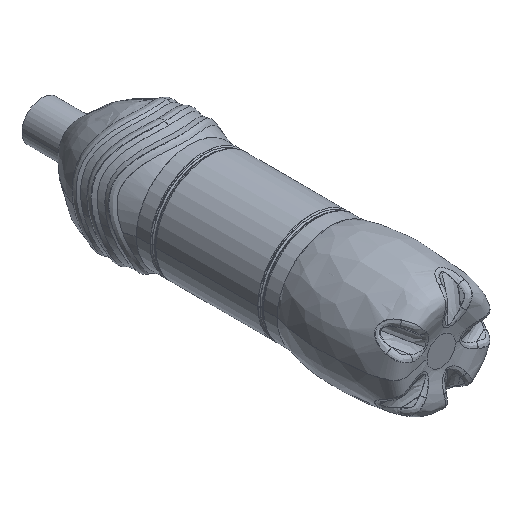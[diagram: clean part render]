
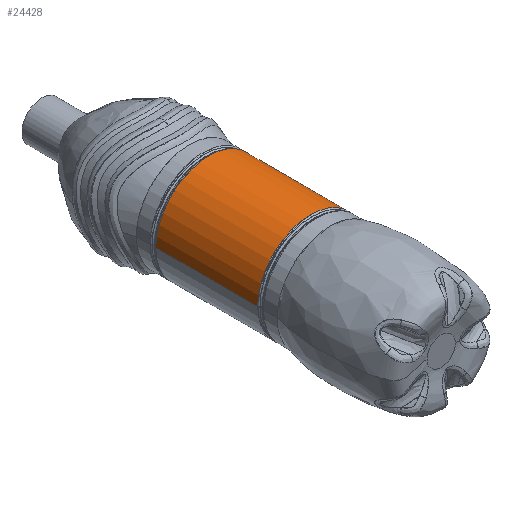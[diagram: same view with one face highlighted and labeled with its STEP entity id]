
A CAD part, isometric view. The second image highlights one B-rep face of the part: STEP entity #24428.
In plain terms, the highlighted cylindrical face has radius 32 mm (diameter 64 mm), a partial arc.
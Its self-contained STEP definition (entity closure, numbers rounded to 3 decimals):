
#2886 = AXIS2_PLACEMENT_3D ( 'NONE', #85274, #14478, #61866 ) ;
#6261 = EDGE_LOOP ( 'NONE', ( #74833, #45131, #19863, #85454 ) ) ;
#7377 = CARTESIAN_POINT ( 'NONE',  ( -32., 81.732, 0. ) ) ;
#9805 = CIRCLE ( 'NONE', #44842, 32. ) ;
#14316 = DIRECTION ( 'NONE',  ( 0., -1., 0. ) ) ;
#14478 = DIRECTION ( 'NONE',  ( 0., 1., 0. ) ) ;
#14500 = VERTEX_POINT ( 'NONE', #7377 ) ;
#17021 = CARTESIAN_POINT ( 'NONE',  ( -32., 143.268, 0. ) ) ;
#17389 = LINE ( 'NONE', #61416, #24794 ) ;
#19863 = ORIENTED_EDGE ( 'NONE', *, *, #64051, .T. ) ;
#20266 = DIRECTION ( 'NONE',  ( 0., 1., 0. ) ) ;
#24428 = ADVANCED_FACE ( 'NONE', ( #43888 ), #68305, .T. ) ;
#24794 = VECTOR ( 'NONE', #20266, 1000. ) ;
#27008 = CARTESIAN_POINT ( 'NONE',  ( 32., 81.732, 0. ) ) ;
#37878 = EDGE_CURVE ( 'NONE', #14500, #62865, #17389, .T. ) ;
#41985 = CARTESIAN_POINT ( 'NONE',  ( 32., 143.268, 0. ) ) ;
#43888 = FACE_OUTER_BOUND ( 'NONE', #6261, .T. ) ;
#44842 = AXIS2_PLACEMENT_3D ( 'NONE', #48658, #14316, #61698 ) ;
#45131 = ORIENTED_EDGE ( 'NONE', *, *, #70249, .T. ) ;
#48658 = CARTESIAN_POINT ( 'NONE',  ( 0., 143.268, 0. ) ) ;
#49739 = DIRECTION ( 'NONE',  ( 1., 0., 0. ) ) ;
#54303 = LINE ( 'NONE', #62274, #65933 ) ;
#57908 = DIRECTION ( 'NONE',  ( 0., 1., 0. ) ) ;
#58433 = VERTEX_POINT ( 'NONE', #41985 ) ;
#61416 = CARTESIAN_POINT ( 'NONE',  ( -32., 244., 0. ) ) ;
#61592 = CIRCLE ( 'NONE', #63264, 32. ) ;
#61698 = DIRECTION ( 'NONE',  ( -1., 0., 0. ) ) ;
#61866 = DIRECTION ( 'NONE',  ( -1., 0., 0. ) ) ;
#62274 = CARTESIAN_POINT ( 'NONE',  ( 32., 244., 0. ) ) ;
#62865 = VERTEX_POINT ( 'NONE', #17021 ) ;
#63264 = AXIS2_PLACEMENT_3D ( 'NONE', #64227, #70461, #49739 ) ;
#64051 = EDGE_CURVE ( 'NONE', #58433, #62865, #9805, .T. ) ;
#64227 = CARTESIAN_POINT ( 'NONE',  ( 0., 81.732, 0. ) ) ;
#65933 = VECTOR ( 'NONE', #57908, 1000. ) ;
#68305 = CYLINDRICAL_SURFACE ( 'NONE', #2886, 32. ) ;
#70249 = EDGE_CURVE ( 'NONE', #72116, #58433, #54303, .T. ) ;
#70461 = DIRECTION ( 'NONE',  ( 0., 1., 0. ) ) ;
#72116 = VERTEX_POINT ( 'NONE', #27008 ) ;
#74833 = ORIENTED_EDGE ( 'NONE', *, *, #78833, .T. ) ;
#78833 = EDGE_CURVE ( 'NONE', #14500, #72116, #61592, .T. ) ;
#85274 = CARTESIAN_POINT ( 'NONE',  ( 0., 244., 0. ) ) ;
#85454 = ORIENTED_EDGE ( 'NONE', *, *, #37878, .F. ) ;
